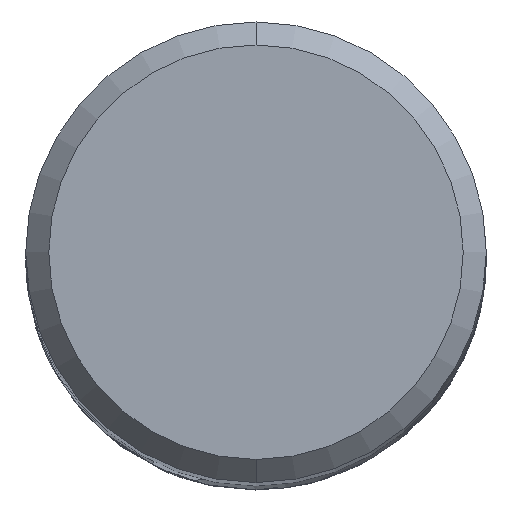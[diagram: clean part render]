
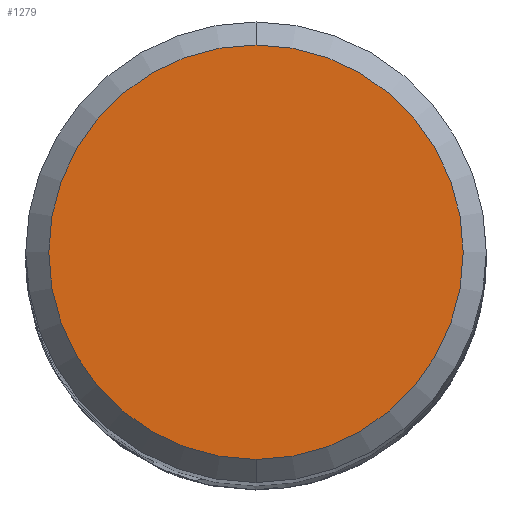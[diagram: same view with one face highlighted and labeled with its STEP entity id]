
A CAD part, top view. The second image highlights one B-rep face of the part: STEP entity #1279.
In plain terms, the highlighted planar face has unit normal (0, 0, 1).
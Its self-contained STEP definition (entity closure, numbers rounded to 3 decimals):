
#465=EDGE_CURVE('',#581,#859,#1344,.T.);
#577=EDGE_CURVE('',#859,#581,#1465,.T.);
#581=VERTEX_POINT('',#1469);
#859=VERTEX_POINT('',#1771);
#1279=ADVANCED_FACE('',(#2229),#2230,.T.);
#1344=CIRCLE('',#2295,4.5);
#1465=CIRCLE('',#3059,4.5);
#1469=CARTESIAN_POINT('',(0.,-4.5,0.0));
#1771=CARTESIAN_POINT('',(0.0,4.5,0.0));
#2229=FACE_OUTER_BOUND('',#11777,.T.);
#2230=PLANE('',#11778);
#2295=AXIS2_PLACEMENT_3D('',#12978,#12979,#12980);
#3059=AXIS2_PLACEMENT_3D('',#13093,#13094,#13095);
#11777=EDGE_LOOP('',(#13793,#13794));
#11778=AXIS2_PLACEMENT_3D('',#13795,#13796,#13797);
#12978=CARTESIAN_POINT('',(0.0,0.0,0.0));
#12979=DIRECTION('',(0.0,0.0,-1.0));
#12980=DIRECTION('',(0.0,1.0,0.0));
#13093=CARTESIAN_POINT('',(0.0,0.0,0.0));
#13094=DIRECTION('',(0.0,0.0,-1.0));
#13095=DIRECTION('',(0.0,1.0,0.0));
#13793=ORIENTED_EDGE('',*,*,#577,.F.);
#13794=ORIENTED_EDGE('',*,*,#465,.F.);
#13795=CARTESIAN_POINT('',(0.0,2.25,0.0));
#13796=DIRECTION('',(-0.0,0.0,1.0));
#13797=DIRECTION('',(0.0,-1.0,0.0));
